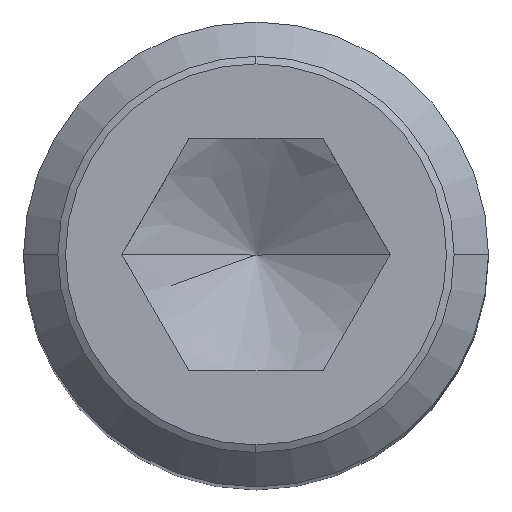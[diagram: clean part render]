
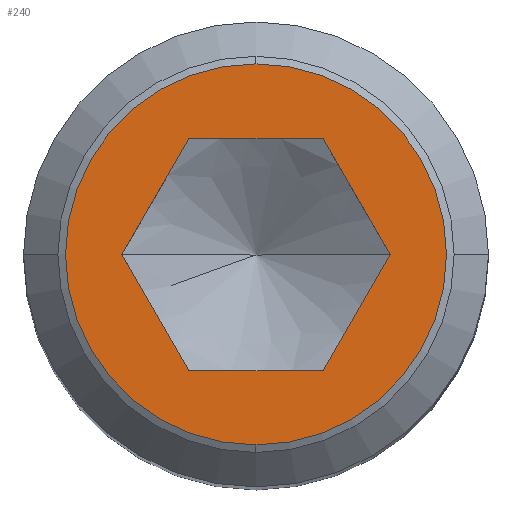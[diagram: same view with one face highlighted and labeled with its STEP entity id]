
A CAD part, top view. The second image highlights one B-rep face of the part: STEP entity #240.
In plain terms, the highlighted planar face has unit normal (0, 0, 1).
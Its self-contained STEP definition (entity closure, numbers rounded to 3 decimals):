
#170=EDGE_CURVE('',#272,#258,#398,.T.);
#176=EDGE_CURVE('',#312,#202,#406,.T.);
#186=EDGE_CURVE('',#258,#272,#417,.T.);
#198=EDGE_CURVE('',#202,#254,#430,.T.);
#202=VERTEX_POINT('',#434);
#240=ADVANCED_FACE('',(#478,#479),#480,.T.);
#246=VERTEX_POINT('',#487);
#252=EDGE_CURVE('',#254,#246,#493,.T.);
#254=VERTEX_POINT('',#495);
#258=VERTEX_POINT('',#499);
#272=VERTEX_POINT('',#514);
#280=EDGE_CURVE('',#246,#336,#523,.T.);
#296=EDGE_CURVE('',#328,#312,#539,.T.);
#312=VERTEX_POINT('',#557);
#316=EDGE_CURVE('',#336,#328,#561,.T.);
#328=VERTEX_POINT('',#575);
#336=VERTEX_POINT('',#584);
#398=CIRCLE('',#649,2.459);
#406=LINE('',#658,#659);
#417=CIRCLE('',#683,2.459);
#430=LINE('',#711,#712);
#434=CARTESIAN_POINT('',(-0.866,1.5,0.));
#478=FACE_BOUND('',#778,.T.);
#479=FACE_OUTER_BOUND('',#779,.T.);
#480=PLANE('',#780);
#487=CARTESIAN_POINT('',(1.732,0.0,0.));
#493=LINE('',#798,#799);
#495=CARTESIAN_POINT('',(0.866,1.5,0.));
#499=CARTESIAN_POINT('',(0.,2.459,0.));
#514=CARTESIAN_POINT('',(0.,-2.459,0.));
#523=LINE('',#848,#849);
#539=LINE('',#875,#876);
#557=CARTESIAN_POINT('',(-1.732,0.0,0.));
#561=LINE('',#916,#917);
#575=CARTESIAN_POINT('',(-0.866,-1.5,0.));
#584=CARTESIAN_POINT('',(0.866,-1.5,0.));
#649=AXIS2_PLACEMENT_3D('',#1001,#1002,#1003);
#658=CARTESIAN_POINT('',(-1.083,1.125,0.));
#659=VECTOR('',#1021,1.0);
#683=AXIS2_PLACEMENT_3D('',#1032,#1033,#1034);
#711=CARTESIAN_POINT('',(0.433,1.5,0.));
#712=VECTOR('',#1043,1.0);
#778=EDGE_LOOP('',(#1104,#1105,#1106,#1107,#1108,#1109));
#779=EDGE_LOOP('',(#1110,#1111));
#780=AXIS2_PLACEMENT_3D('',#1112,#1113,#1114);
#798=CARTESIAN_POINT('',(1.516,0.375,0.));
#799=VECTOR('',#1125,1.0);
#848=CARTESIAN_POINT('',(1.083,-1.125,0.));
#849=VECTOR('',#1153,1.0);
#875=CARTESIAN_POINT('',(-1.516,-0.375,0.));
#876=VECTOR('',#1155,1.0);
#916=CARTESIAN_POINT('',(-0.433,-1.5,0.));
#917=VECTOR('',#1184,1.0);
#1001=CARTESIAN_POINT('',(0.,0.,0.));
#1002=DIRECTION('',(0.0,0.0,1.0));
#1003=DIRECTION('',(0.,1.0,0.0));
#1021=DIRECTION('',(0.5,0.866,0.));
#1032=CARTESIAN_POINT('',(0.,0.,0.));
#1033=DIRECTION('',(0.0,0.0,1.0));
#1034=DIRECTION('',(0.,1.0,0.0));
#1043=DIRECTION('',(1.0,0.0,0.0));
#1104=ORIENTED_EDGE('',*,*,#296,.T.);
#1105=ORIENTED_EDGE('',*,*,#176,.T.);
#1106=ORIENTED_EDGE('',*,*,#198,.T.);
#1107=ORIENTED_EDGE('',*,*,#252,.T.);
#1108=ORIENTED_EDGE('',*,*,#280,.T.);
#1109=ORIENTED_EDGE('',*,*,#316,.T.);
#1110=ORIENTED_EDGE('',*,*,#186,.T.);
#1111=ORIENTED_EDGE('',*,*,#170,.T.);
#1112=CARTESIAN_POINT('',(-2.116,0.,0.));
#1113=DIRECTION('',(0.0,0.0,1.0));
#1114=DIRECTION('',(-1.0,0.,0.0));
#1125=DIRECTION('',(0.5,-0.866,0.));
#1153=DIRECTION('',(-0.5,-0.866,0.));
#1155=DIRECTION('',(-0.5,0.866,0.));
#1184=DIRECTION('',(-1.0,0.0,0.0));
